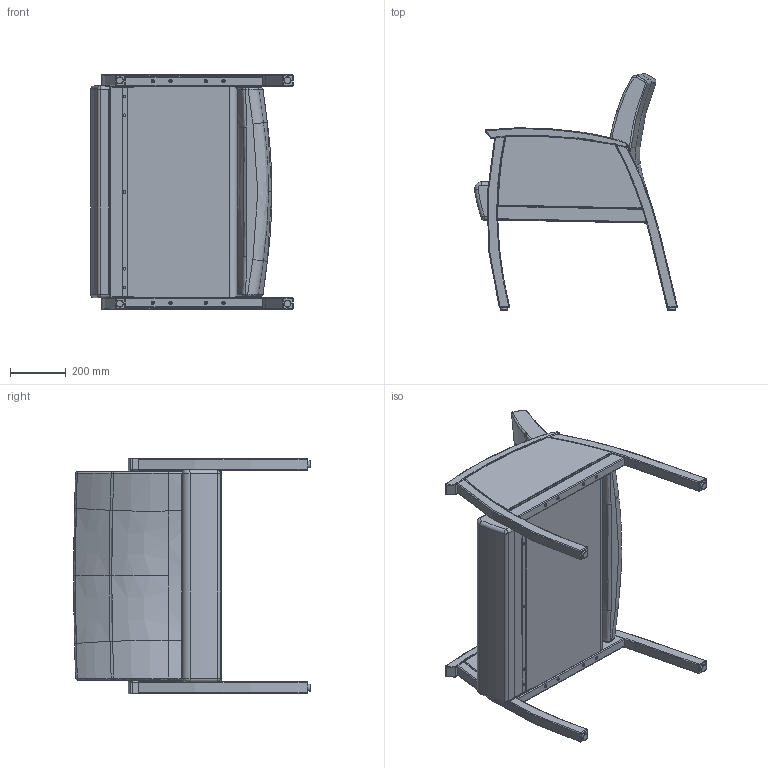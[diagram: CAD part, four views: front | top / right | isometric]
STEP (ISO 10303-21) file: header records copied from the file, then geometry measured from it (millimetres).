
FILE_DESCRIPTION(/* description */ (''),/* implementation_level */ '2;1');
FILE_NAME(/* name */ 'KOW10BP.stp',/* time_stamp */ '2016-12-29T14:48:23-05:00',/* author */ ('emerkel'),/* organization */ (''),/* preprocessor_version */ 'ST-DEVELOPER v16.5',/* originating_system */ 'Autodesk Inventor 2017',/* authorisation */ '');
FILE_SCHEMA (('AUTOMOTIVE_DESIGN { 1 0 10303 214 3 1 1 }'));
Products named in the file (16): KOW10BP; KOW10-1 ARML; KOW10-1 ARMR; KOW10 ARM TOP; KOW10 ARMR CENTER RAIL RIGHT; KOW10-1 ARMR FRONT RAIL; KOW10-1 ARMR BACK RAIL; SK142020HD INSERT NUT; KOT10B UBACK; KOT10B-1 USEAT; STUBE KOW10B; STUBE KOW10B_1; STUBE KOW10B_2; STUBE PLATE KOW10; UPANEL KOT10; GLD WHT 5-16
Assembly tree (33 placements, depth 3):
  KOW10BP
    KOW10-1 ARML
    KOW10-1 ARMR
      KOW10 ARM TOP
      KOW10 ARMR CENTER RAIL RIGHT
      KOW10-1 ARMR FRONT RAIL
      KOW10-1 ARMR BACK RAIL
      SK142020HD INSERT NUT  x14
    KOT10B UBACK
    KOT10B-1 USEAT
    STUBE KOW10B
      STUBE KOW10B_1
      STUBE KOW10B_2
      STUBE PLATE KOW10  x2
    UPANEL KOT10  x2
    GLD WHT 5-16  x4
Bounding box: 729.55 x 850.86 x 848.53 mm (x, y, z)
Volume: 90752893.7 mm3; surface area: 3620879.6 mm2
Topology: 51 solids, 51 shells, 1466 faces, 3462 edges, 2152 vertices
Faces by surface type: plane 638, cylinder 549, bspline 153, torus 106, sphere 16, cone 4
Full cylindrical faces by diameter (mm): 6.35 x28, 7.144 x4, 7.938 x22, 8.733 x16, 9.5 x224, 9.525 x10, 9.922 x8, 11.906 x4, 12.7 x6, 14.287 x4, 25.4 x4
Entity records: 52649 total; most frequent: CARTESIAN_POINT 31355, DIRECTION 4386, ORIENTED_EDGE 3922, EDGE_CURVE 1961, AXIS2_PLACEMENT_3D 1775, VERTEX_POINT 1248, EDGE_LOOP 1171, FACE_OUTER_BOUND 939
